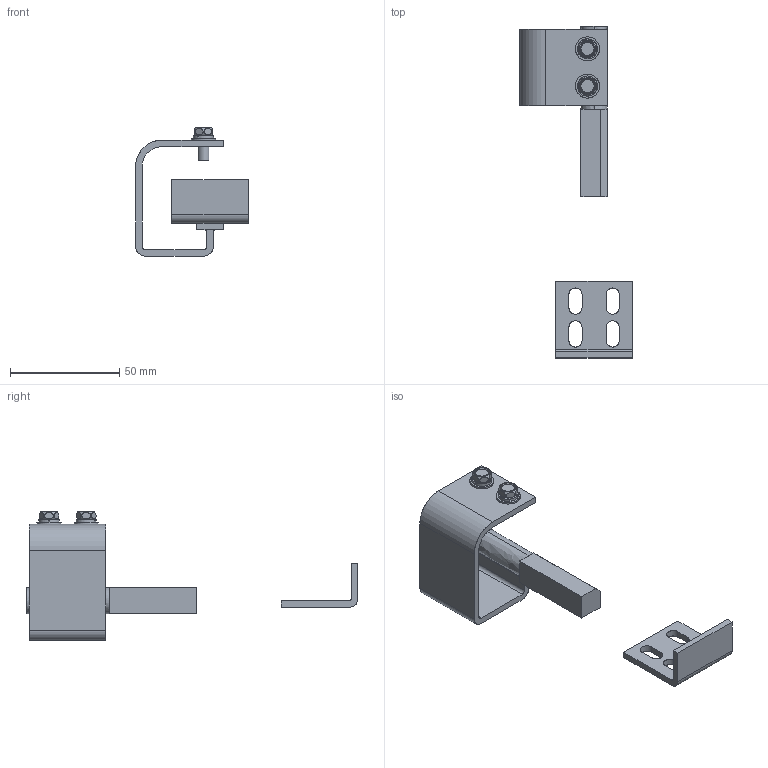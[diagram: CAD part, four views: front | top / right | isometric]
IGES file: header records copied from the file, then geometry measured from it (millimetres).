
Start section: SolidWorks IGES file using analytic representation for surfaces
Global section: file name: B-306-4.IGS; native system: SolidWorks 2007; preprocessor: SolidWorks 2007; author: 10sw; date: 090304.153119; units: millimetre
Bounding box: 51.5 x 151.73 x 58.6 mm (x, y, z)
Surface area: 20407.4 mm2 (no closed solid volume)
Topology: 0 solids, 0 shells, 121 faces, 2784 edges, 2784 vertices
Faces by surface type: bspline 73, revolution 48
